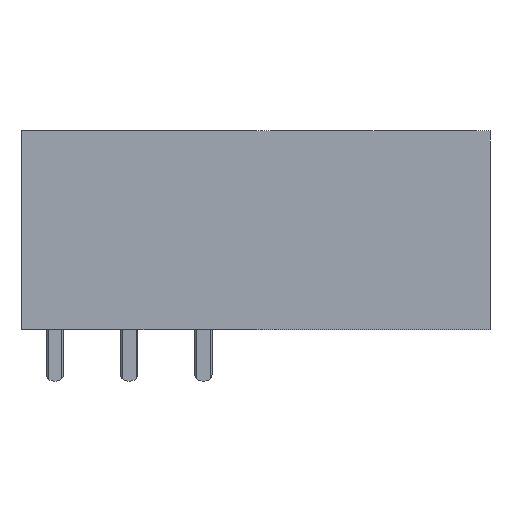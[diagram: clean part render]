
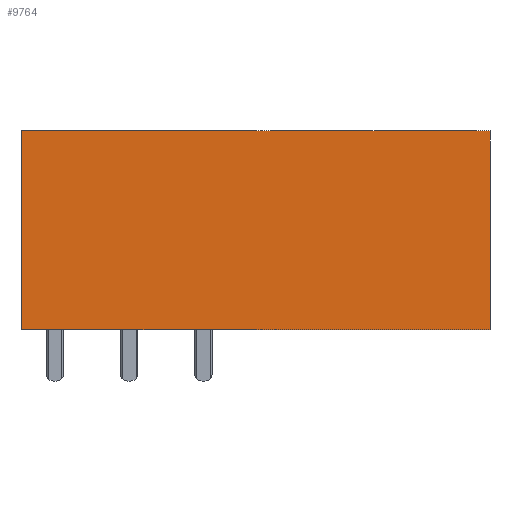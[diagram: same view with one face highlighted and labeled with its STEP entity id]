
A CAD part, left-side view. The second image highlights one B-rep face of the part: STEP entity #9764.
In plain terms, the highlighted planar face has unit normal (-1, 0, 0).
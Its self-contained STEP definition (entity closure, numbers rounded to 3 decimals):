
#9737=AXIS2_PLACEMENT_3D('Plane Axis2P3D',#9734,#9735,#9736) ;
#872=CARTESIAN_POINT('Vertex',(0.,0.,17.1)) ;
#875=CARTESIAN_POINT('Line Origine',(0.,0.,10.3)) ;
#879=CARTESIAN_POINT('Vertex',(0.,0.,3.5)) ;
#9734=CARTESIAN_POINT('Axis2P3D Location',(0.,0.,0.)) ;
#9739=CARTESIAN_POINT('Line Origine',(0.,16.,17.1)) ;
#9743=CARTESIAN_POINT('Vertex',(0.,32.,17.1)) ;
#9746=CARTESIAN_POINT('Line Origine',(0.,32.,10.3)) ;
#9750=CARTESIAN_POINT('Vertex',(0.,32.,3.5)) ;
#9753=CARTESIAN_POINT('Line Origine',(0.,16.,3.5)) ;
#876=DIRECTION('Vector Direction',(0.,0.,-1.)) ;
#9735=DIRECTION('Axis2P3D Direction',(-1.,0.,0.)) ;
#9736=DIRECTION('Axis2P3D XDirection',(0.,0.,1.)) ;
#9740=DIRECTION('Vector Direction',(0.,-1.,0.)) ;
#9747=DIRECTION('Vector Direction',(0.,0.,1.)) ;
#9754=DIRECTION('Vector Direction',(0.,1.,0.)) ;
#877=VECTOR('Line Direction',#876,1.) ;
#9741=VECTOR('Line Direction',#9740,1.) ;
#9748=VECTOR('Line Direction',#9747,1.) ;
#9755=VECTOR('Line Direction',#9754,1.) ;
#9759=ORIENTED_EDGE('',*,*,#881,.T.) ;
#9760=ORIENTED_EDGE('',*,*,#9745,.T.) ;
#9761=ORIENTED_EDGE('',*,*,#9752,.T.) ;
#9762=ORIENTED_EDGE('',*,*,#9757,.T.) ;
#9764=ADVANCED_FACE('Housing',(#9763),#9738,.T.) ;
#881=EDGE_CURVE('',#880,#873,#878,.F.) ;
#9745=EDGE_CURVE('',#873,#9744,#9742,.F.) ;
#9752=EDGE_CURVE('',#9744,#9751,#9749,.F.) ;
#9757=EDGE_CURVE('',#9751,#880,#9756,.F.) ;
#9758=EDGE_LOOP('',(#9759,#9760,#9761,#9762)) ;
#9763=FACE_OUTER_BOUND('',#9758,.T.) ;
#878=LINE('Line',#875,#877) ;
#9742=LINE('Line',#9739,#9741) ;
#9749=LINE('Line',#9746,#9748) ;
#9756=LINE('Line',#9753,#9755) ;
#9738=PLANE('',#9737) ;
#873=VERTEX_POINT('',#872) ;
#880=VERTEX_POINT('',#879) ;
#9744=VERTEX_POINT('',#9743) ;
#9751=VERTEX_POINT('',#9750) ;
